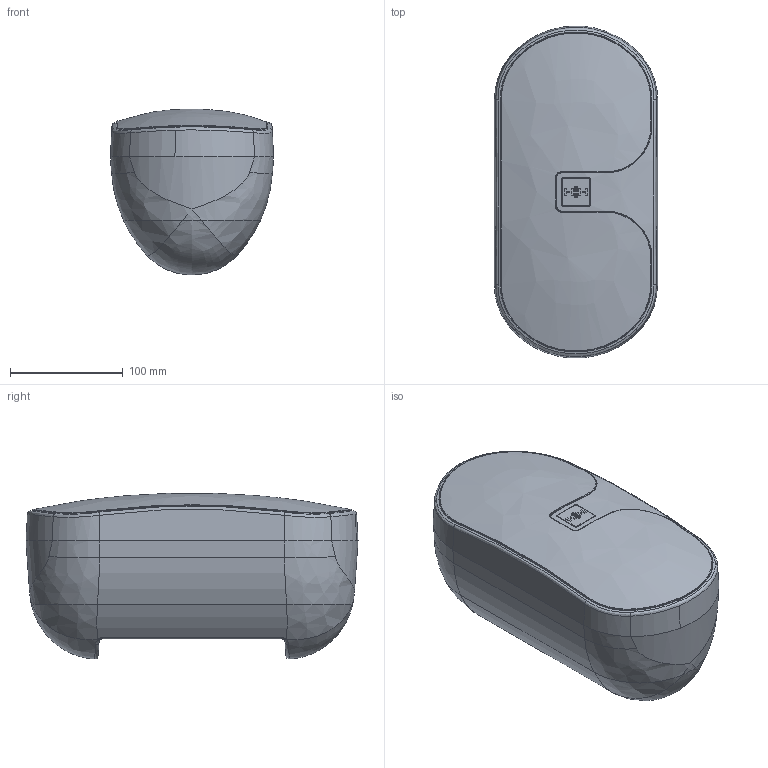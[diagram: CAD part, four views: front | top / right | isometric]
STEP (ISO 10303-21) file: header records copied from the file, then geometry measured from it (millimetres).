
FILE_DESCRIPTION (( 'STEP AP214' ), '1' );
FILE_NAME ('TNi-W4.STEP', '2020-02-28T14:07:48', ( '' ), ( '' ), 'SwSTEP 2.0', 'SolidWorks 2019', '' );
FILE_SCHEMA (( 'AUTOMOTIVE_DESIGN' ));
Length unit declared in the file: millimetre
Products named in the file (1): TNi-W4
Bounding box: 145 x 294.95 x 147.31 mm (x, y, z)
Volume: 4330835.8 mm3; surface area: 223759.3 mm2
Topology: 2 solids, 2 shells, 216 faces, 520 edges, 315 vertices
Faces by surface type: bspline 104, plane 69, cylinder 35, cone 4, torus 4
Entity records: 15411 total; most frequent: CARTESIAN_POINT 10450, ORIENTED_EDGE 1036, DIRECTION 617, EDGE_CURVE 518, VERTEX_POINT 315, EDGE_LOOP 225, B_SPLINE_CURVE_WITH_KNOTS 219, ADVANCED_FACE 216
